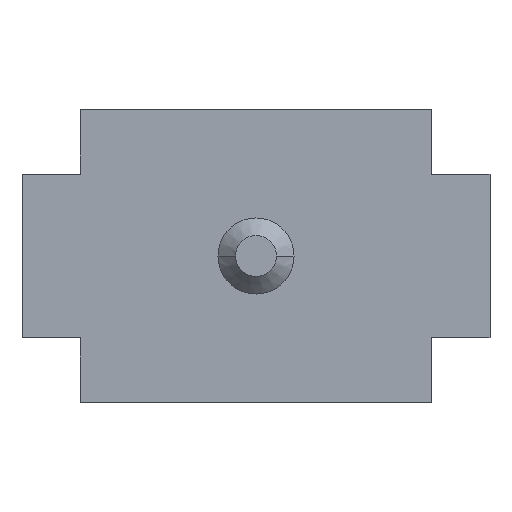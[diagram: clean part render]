
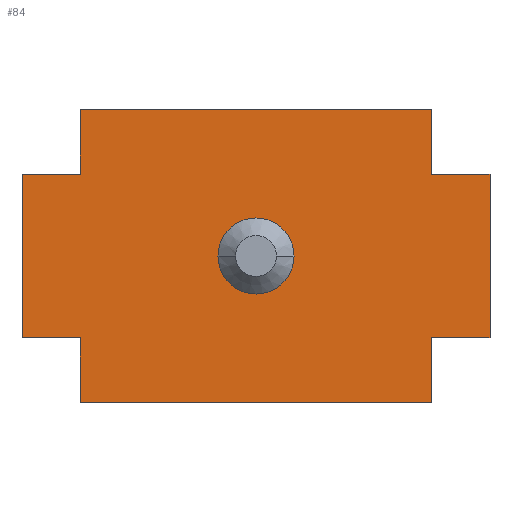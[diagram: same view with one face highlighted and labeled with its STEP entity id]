
A CAD part, front view. The second image highlights one B-rep face of the part: STEP entity #84.
In plain terms, the highlighted planar face has unit normal (0, -1, 0).
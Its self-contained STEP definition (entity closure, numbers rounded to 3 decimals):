
#84=ADVANCED_FACE('',(#164,#165),#166,.F.);
#164=FACE_BOUND('',#239,.T.);
#165=FACE_OUTER_BOUND('',#240,.T.);
#166=PLANE('',#241);
#239=EDGE_LOOP('',(#403,#404));
#240=EDGE_LOOP('',(#405,#406,#407,#408,#409,#410,#411,#412,#413,#414,#415,#416));
#241=AXIS2_PLACEMENT_3D('',#417,#418,#419);
#403=ORIENTED_EDGE('',*,*,#457,.T.);
#404=ORIENTED_EDGE('',*,*,#455,.T.);
#405=ORIENTED_EDGE('',*,*,#511,.T.);
#406=ORIENTED_EDGE('',*,*,#491,.F.);
#407=ORIENTED_EDGE('',*,*,#493,.T.);
#408=ORIENTED_EDGE('',*,*,#486,.F.);
#409=ORIENTED_EDGE('',*,*,#512,.T.);
#410=ORIENTED_EDGE('',*,*,#507,.F.);
#411=ORIENTED_EDGE('',*,*,#497,.F.);
#412=ORIENTED_EDGE('',*,*,#483,.F.);
#413=ORIENTED_EDGE('',*,*,#495,.F.);
#414=ORIENTED_EDGE('',*,*,#468,.F.);
#415=ORIENTED_EDGE('',*,*,#501,.F.);
#416=ORIENTED_EDGE('',*,*,#505,.F.);
#417=CARTESIAN_POINT('',(0.0,0.0,0.0));
#418=DIRECTION('',(0.0,1.0,0.0));
#419=DIRECTION('',(0.0,0.0,1.0));
#455=EDGE_CURVE('',#535,#537,#539,.T.);
#457=EDGE_CURVE('',#537,#535,#541,.T.);
#468=EDGE_CURVE('',#551,#554,#555,.T.);
#483=EDGE_CURVE('',#577,#575,#579,.T.);
#486=EDGE_CURVE('',#581,#583,#584,.T.);
#491=EDGE_CURVE('',#589,#587,#591,.T.);
#493=EDGE_CURVE('',#589,#583,#593,.T.);
#495=EDGE_CURVE('',#554,#577,#595,.T.);
#497=EDGE_CURVE('',#575,#597,#598,.T.);
#501=EDGE_CURVE('',#603,#551,#605,.T.);
#505=EDGE_CURVE('',#609,#603,#611,.T.);
#507=EDGE_CURVE('',#597,#613,#614,.T.);
#511=EDGE_CURVE('',#609,#587,#619,.T.);
#512=EDGE_CURVE('',#581,#613,#620,.T.);
#535=VERTEX_POINT('',#647);
#537=VERTEX_POINT('',#650);
#539=CIRCLE('',#653,0.325);
#541=CIRCLE('',#655,0.325);
#551=VERTEX_POINT('',#665);
#554=VERTEX_POINT('',#669);
#555=LINE('',#670,#671);
#575=VERTEX_POINT('',#700);
#577=VERTEX_POINT('',#703);
#579=LINE('',#706,#707);
#581=VERTEX_POINT('',#709);
#583=VERTEX_POINT('',#712);
#584=LINE('',#713,#714);
#587=VERTEX_POINT('',#718);
#589=VERTEX_POINT('',#721);
#591=LINE('',#724,#725);
#593=LINE('',#727,#728);
#595=LINE('',#730,#731);
#597=VERTEX_POINT('',#733);
#598=LINE('',#734,#735);
#603=VERTEX_POINT('',#742);
#605=LINE('',#745,#746);
#609=VERTEX_POINT('',#751);
#611=LINE('',#754,#755);
#613=VERTEX_POINT('',#757);
#614=LINE('',#758,#759);
#619=LINE('',#766,#767);
#620=LINE('',#768,#769);
#647=CARTESIAN_POINT('',(0.325,0.0,0.));
#650=CARTESIAN_POINT('',(-0.325,0.0,0.));
#653=AXIS2_PLACEMENT_3D('',#792,#793,#794);
#655=AXIS2_PLACEMENT_3D('',#795,#796,#797);
#665=CARTESIAN_POINT('',(1.5,0.0,0.7));
#669=CARTESIAN_POINT('',(2.0,0.0,0.7));
#670=CARTESIAN_POINT('',(0.0,0.0,0.7));
#671=VECTOR('',#811,1.0);
#700=CARTESIAN_POINT('',(1.5,0.0,-0.7));
#703=CARTESIAN_POINT('',(2.0,0.0,-0.7));
#706=CARTESIAN_POINT('',(0.0,0.0,-0.7));
#707=VECTOR('',#823,1.0);
#709=CARTESIAN_POINT('',(-1.5,0.0,-0.7));
#712=CARTESIAN_POINT('',(-2.0,0.0,-0.7));
#713=CARTESIAN_POINT('',(0.0,0.0,-0.7));
#714=VECTOR('',#825,1.0);
#718=CARTESIAN_POINT('',(-1.5,0.0,0.7));
#721=CARTESIAN_POINT('',(-2.0,0.0,0.7));
#724=CARTESIAN_POINT('',(0.0,0.0,0.7));
#725=VECTOR('',#829,1.0);
#727=CARTESIAN_POINT('',(-2.0,0.0,0.0));
#728=VECTOR('',#830,1.0);
#730=CARTESIAN_POINT('',(2.0,0.0,0.0));
#731=VECTOR('',#831,1.0);
#733=CARTESIAN_POINT('',(1.5,0.0,-1.25));
#734=CARTESIAN_POINT('',(1.5,0.0,0.0));
#735=VECTOR('',#832,1.0);
#742=CARTESIAN_POINT('',(1.5,0.0,1.25));
#745=CARTESIAN_POINT('',(1.5,0.0,0.0));
#746=VECTOR('',#836,1.0);
#751=CARTESIAN_POINT('',(-1.5,0.0,1.25));
#754=CARTESIAN_POINT('',(0.0,0.0,1.25));
#755=VECTOR('',#839,1.0);
#757=CARTESIAN_POINT('',(-1.5,0.0,-1.25));
#758=CARTESIAN_POINT('',(0.0,0.0,-1.25));
#759=VECTOR('',#840,1.0);
#766=CARTESIAN_POINT('',(-1.5,0.0,0.0));
#767=VECTOR('',#843,1.0);
#768=CARTESIAN_POINT('',(-1.5,0.0,0.0));
#769=VECTOR('',#844,1.0);
#792=CARTESIAN_POINT('',(0.0,0.0,0.0));
#793=DIRECTION('',(-0.0,1.0,0.0));
#794=DIRECTION('',(1.0,0.0,0.0));
#795=CARTESIAN_POINT('',(0.0,0.0,0.0));
#796=DIRECTION('',(-0.0,1.0,0.0));
#797=DIRECTION('',(1.0,0.0,0.0));
#811=DIRECTION('',(1.0,0.0,0.0));
#823=DIRECTION('',(-1.0,0.0,0.0));
#825=DIRECTION('',(-1.0,0.0,0.0));
#829=DIRECTION('',(1.0,0.0,0.0));
#830=DIRECTION('',(0.0,0.0,-1.0));
#831=DIRECTION('',(0.0,0.0,-1.0));
#832=DIRECTION('',(0.0,0.0,-1.0));
#836=DIRECTION('',(0.0,0.0,-1.0));
#839=DIRECTION('',(1.0,0.0,0.0));
#840=DIRECTION('',(-1.0,0.0,0.0));
#843=DIRECTION('',(0.0,0.0,-1.0));
#844=DIRECTION('',(0.0,0.0,-1.0));
